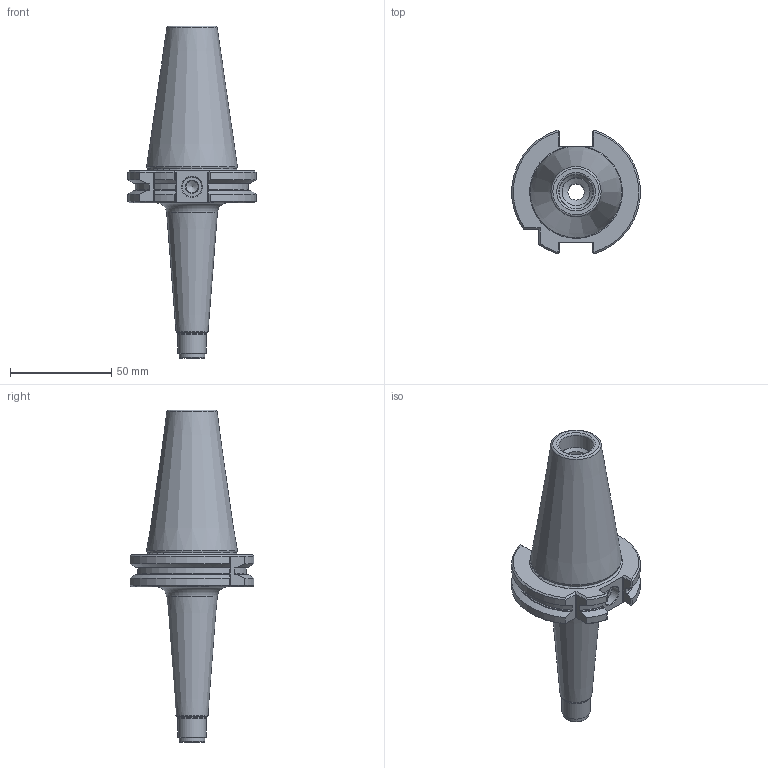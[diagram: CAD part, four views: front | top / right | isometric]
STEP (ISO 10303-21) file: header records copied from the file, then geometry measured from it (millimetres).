
FILE_DESCRIPTION(/* description */ (''),/* implementation_level */ '2;1');
FILE_NAME(/* name */ '524011150.stp',/* time_stamp */ '2021-06-01T08:49:50',/* author */ ('LRA'),/* organization */ ('REGO-FIX'),/* preprocessor_version */ ' Unknown',/* originating_system */ 'SIEMENS PLM Software Solid Edge ST10',/* authorization */ 'Unknown');
FILE_SCHEMA (('AUTOMOTIVE_DESIGN { 1 0 10303 214 2 1 1}'));
Length unit declared in the file: millimetre
Products named in the file (1): NOCUT
Bounding box: 63.35 x 61.01 x 163.75 mm (x, y, z)
Volume: 119596.6 mm3; surface area: 26809.1 mm2
Topology: 1 solids, 1 shells, 124 faces, 335 edges, 212 vertices
Faces by surface type: cylinder 41, plane 41, cone 28, torus 14
Full cylindrical faces by diameter (mm): 3.5 x5, 6 x1, 8 x1, 10 x1, 12.7 x1, 13.835 x2, 14 x2, 17 x1
Entity records: 4572 total; most frequent: CARTESIAN_POINT 856, DIRECTION 569, ORIENTED_EDGE 562, EDGE_CURVE 281, AXIS2_PLACEMENT_3D 233, VERTEX_POINT 202, FACE_BOUND 169, EDGE_LOOP 163
